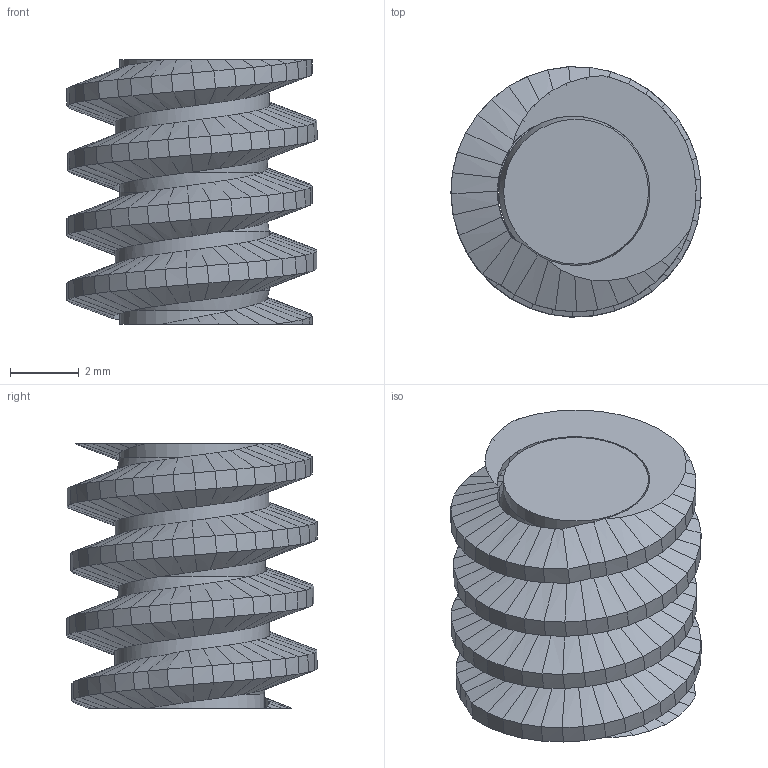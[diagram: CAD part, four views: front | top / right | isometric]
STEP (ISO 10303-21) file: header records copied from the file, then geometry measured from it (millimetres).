
FILE_DESCRIPTION(('Open CASCADE Model'),'2;1');
FILE_NAME('Open CASCADE Shape Model','2026-02-01T11:06:03',('Author'),( 'Open CASCADE'),'Open CASCADE STEP processor 7.8','build123d', 'Unknown');
FILE_SCHEMA(('AUTOMOTIVE_DESIGN { 1 0 10303 214 1 1 1 1 }'));
Length unit declared in the file: millimetre
Products named in the file (1): COMPOUND
Bounding box: 7.28 x 7.29 x 7.7 mm (x, y, z)
Volume: 212.6 mm3; surface area: 475 mm2
Topology: 1 solids, 1 shells, 664 faces, 1485 edges, 815 vertices
Faces by surface type: bspline 642, cone 16, plane 4, cylinder 2
Full cylindrical faces by diameter (mm): 4.49 x2
Entity records: 41141 total; most frequent: CARTESIAN_POINT 15211, DIRECTION 3074, LINE 2988, VECTOR 2988, ORIENTED_EDGE 2970, PCURVE 2970, DEFINITIONAL_REPRESENTATION 2970, EDGE_CURVE 1485
